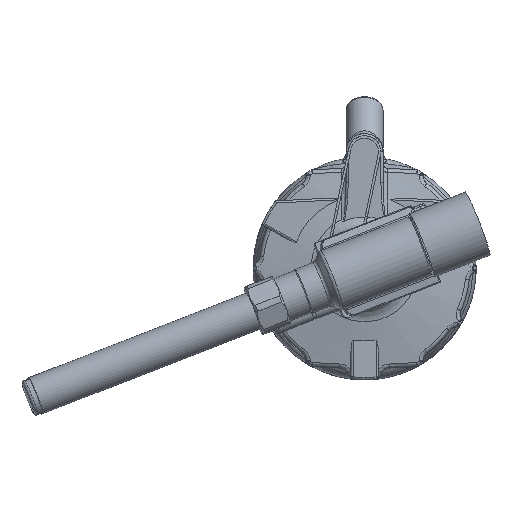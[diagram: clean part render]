
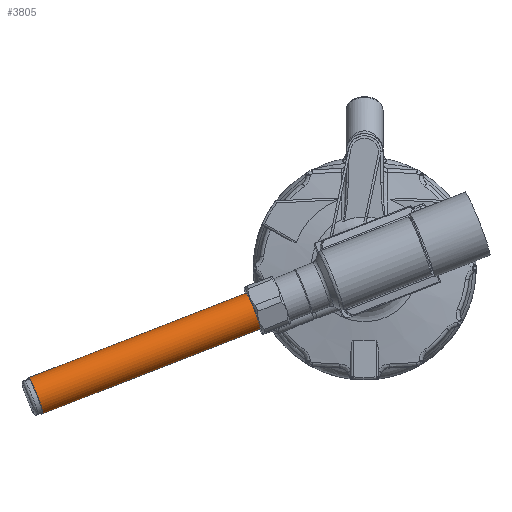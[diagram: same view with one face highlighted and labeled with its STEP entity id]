
A CAD part, top view. The second image highlights one B-rep face of the part: STEP entity #3805.
In plain terms, the highlighted cylindrical face has radius 13.43 mm (diameter 26.861 mm), a full revolution.
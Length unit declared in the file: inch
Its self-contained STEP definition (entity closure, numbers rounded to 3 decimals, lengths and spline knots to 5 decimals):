
#757=CYLINDRICAL_SURFACE('',#15948,0.52875);
#2108=FACE_BOUND('',#5825,.T.);
#2109=FACE_BOUND('',#5826,.T.);
#3805=ADVANCED_FACE('',(#2108,#2109),#757,.T.);
#5825=EDGE_LOOP('',(#10027));
#5826=EDGE_LOOP('',(#10028));
#10027=ORIENTED_EDGE('',*,*,#13698,.T.);
#10028=ORIENTED_EDGE('',*,*,#13794,.T.);
#11566=VERTEX_POINT('',#33716);
#11629=VERTEX_POINT('',#34218);
#13698=EDGE_CURVE('',#11566,#11566,#14588,.T.);
#13794=EDGE_CURVE('',#11629,#11629,#14614,.T.);
#14588=CIRCLE('',#15882,0.52875);
#14614=CIRCLE('',#15947,0.52875);
#15882=AXIS2_PLACEMENT_3D('',#33715,#18954,#18955);
#15947=AXIS2_PLACEMENT_3D('',#34217,#19130,#19131);
#15948=AXIS2_PLACEMENT_3D('',#34219,#19132,#19133);
#18954=DIRECTION('',(-0.929,-0.362,0.07));
#18955=DIRECTION('',(0.363,-0.932,0.));
#19130=DIRECTION('',(0.929,0.362,-0.07));
#19131=DIRECTION('',(-0.07,-0.013,-0.997));
#19132=DIRECTION('',(-0.929,-0.362,0.07));
#19133=DIRECTION('',(-0.07,-0.013,-0.997));
#33715=CARTESIAN_POINT('',(-3.00961,-1.06319,7.53175));
#33716=CARTESIAN_POINT('',(-2.81761,-1.55585,7.53175));
#34217=CARTESIAN_POINT('',(-8.97683,-3.38872,7.97959));
#34218=CARTESIAN_POINT('',(-9.01371,-3.39565,7.45217));
#34219=CARTESIAN_POINT('',(-1.84823,-0.61058,7.44459));
